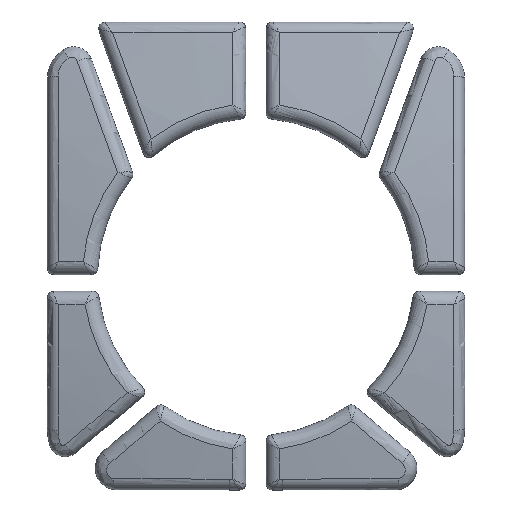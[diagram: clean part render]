
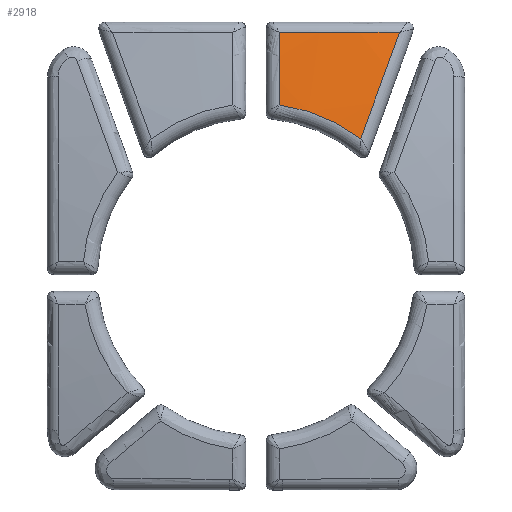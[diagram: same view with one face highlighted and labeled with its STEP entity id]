
A CAD part, top view. The second image highlights one B-rep face of the part: STEP entity #2918.
In plain terms, the highlighted spherical face has radius 225 mm.
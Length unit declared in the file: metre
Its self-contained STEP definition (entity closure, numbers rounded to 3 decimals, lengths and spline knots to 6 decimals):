
#134=SPHERICAL_SURFACE('',#3252,0.225);
#643=ORIENTED_EDGE('',*,*,#1459,.T.);
#644=ORIENTED_EDGE('',*,*,#1460,.T.);
#645=ORIENTED_EDGE('',*,*,#1461,.T.);
#646=ORIENTED_EDGE('',*,*,#1462,.T.);
#1459=EDGE_CURVE('',#1875,#1876,#2135,.F.);
#1460=EDGE_CURVE('',#1876,#1877,#2136,.T.);
#1461=EDGE_CURVE('',#1877,#1878,#2137,.T.);
#1462=EDGE_CURVE('',#1878,#1875,#2138,.T.);
#1875=VERTEX_POINT('',#4773);
#1876=VERTEX_POINT('',#4774);
#1877=VERTEX_POINT('',#4776);
#1878=VERTEX_POINT('',#4778);
#2135=CIRCLE('',#3253,0.224959);
#2136=CIRCLE('',#3254,0.031942);
#2137=CIRCLE('',#3255,0.224801);
#2138=CIRCLE('',#3256,0.220448);
#2348=EDGE_LOOP('',(#643,#644,#645,#646));
#2612=FACE_BOUND('',#2348,.T.);
#2918=ADVANCED_FACE('',(#2612),#134,.T.);
#3252=AXIS2_PLACEMENT_3D('',#4771,#3697,#3698);
#3253=AXIS2_PLACEMENT_3D('',#4772,#3699,#3700);
#3254=AXIS2_PLACEMENT_3D('',#4775,#3701,#3702);
#3255=AXIS2_PLACEMENT_3D('',#4777,#3703,#3704);
#3256=AXIS2_PLACEMENT_3D('',#4779,#3705,#3706);
#3697=DIRECTION('',(0.,-1.,0.));
#3698=DIRECTION('',(0.,0.,1.));
#3699=DIRECTION('',(-1.,0.,0.));
#3700=DIRECTION('',(0.,0.,1.));
#3701=DIRECTION('',(0.,0.,-1.));
#3702=DIRECTION('',(-1.,0.,0.));
#3703=DIRECTION('',(-0.94,0.342,0.));
#3704=DIRECTION('',(-0.342,-0.94,0.));
#3705=DIRECTION('',(0.,-1.,0.));
#3706=DIRECTION('',(0.,0.,-1.));
#4771=CARTESIAN_POINT('',(0.,-0.0069,-0.1965));
#4772=CARTESIAN_POINT('',(0.004296,-0.0069,-0.1965));
#4773=CARTESIAN_POINT('',(0.004296,0.03813,0.023906));
#4774=CARTESIAN_POINT('',(0.004296,0.024752,0.026221));
#4775=CARTESIAN_POINT('',(0.,-0.0069,0.026221));
#4776=CARTESIAN_POINT('',(0.019316,0.018541,0.026221));
#4777=CARTESIAN_POINT('',(0.00888,-0.010132,-0.1965));
#4778=CARTESIAN_POINT('',(0.026446,0.03813,0.022356));
#4779=CARTESIAN_POINT('',(0.,0.03813,-0.1965));
